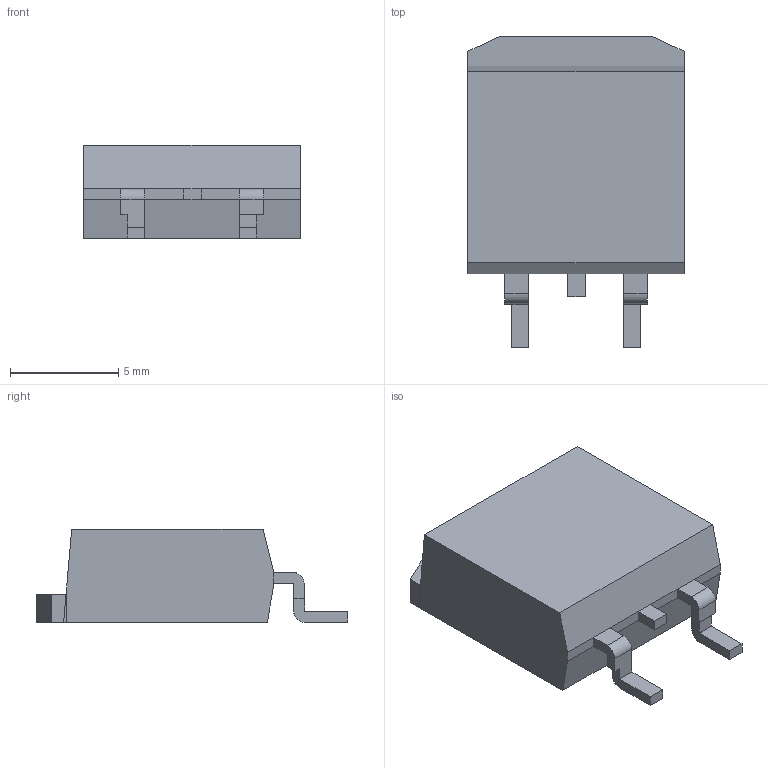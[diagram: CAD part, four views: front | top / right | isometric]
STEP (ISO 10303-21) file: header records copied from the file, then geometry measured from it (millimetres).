
FILE_DESCRIPTION(/* description */ (''),/* implementation_level */ '2;1');
FILE_NAME(/* name */ 'SOT404.step',/* time_stamp */ '2020-05-22T03:06:27+02:00',/* author */ (''),/* organization */ (''),/* preprocessor_version */ 'ST-DEVELOPER v18.1',/* originating_system */ 'Autodesk Translation Framework v9.2.0.1227',/* authorisation */ '');
FILE_SCHEMA (('AUTOMOTIVE_DESIGN { 1 0 10303 214 3 1 1 }'));
Length unit declared in the file: millimetre
Products named in the file (1): SOT404
Bounding box: 10 x 14.42 x 4.31 mm (x, y, z)
Volume: 494.3 mm3; surface area: 572.3 mm2
Topology: 5 solids, 5 shells, 58 faces, 143 edges, 95 vertices
Faces by surface type: plane 53, cylinder 5
Entity records: 1732 total; most frequent: CARTESIAN_POINT 297, ORIENTED_EDGE 286, DIRECTION 271, EDGE_CURVE 143, LINE 133, VECTOR 133, VERTEX_POINT 95, AXIS2_PLACEMENT_3D 69
